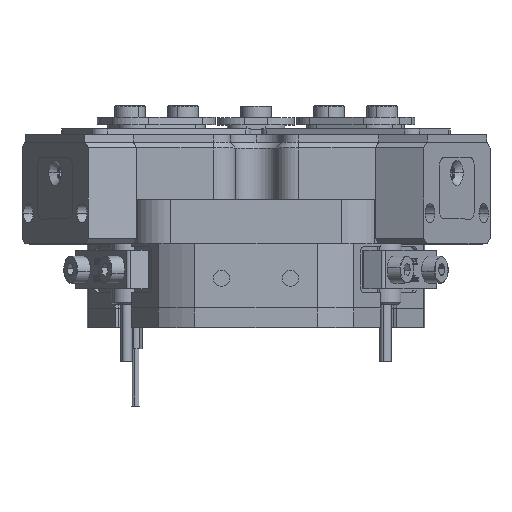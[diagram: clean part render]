
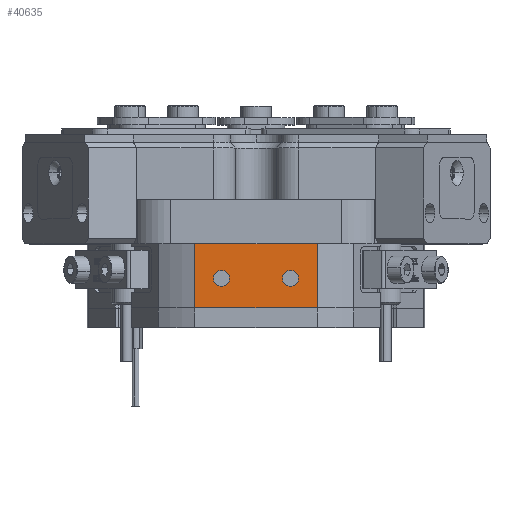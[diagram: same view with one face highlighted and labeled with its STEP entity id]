
A CAD part, top view. The second image highlights one B-rep face of the part: STEP entity #40635.
In plain terms, the highlighted planar face has unit normal (0, 0, 1).
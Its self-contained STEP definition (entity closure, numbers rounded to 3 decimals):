
#823 = CARTESIAN_POINT ( 'NONE',  ( 11.1, 7.7, 41. ) ) ;
#908 = EDGE_CURVE ( 'NONE', #42706, #34376, #36608, .T. ) ;
#1631 = CARTESIAN_POINT ( 'NONE',  ( -6.9, 7.7, 41. ) ) ;
#4073 = LINE ( 'NONE', #33631, #24299 ) ;
#5221 = VECTOR ( 'NONE', #7758, 1000. ) ;
#6071 = DIRECTION ( 'NONE',  ( 0., 1., 0. ) ) ;
#6347 = EDGE_LOOP ( 'NONE', ( #22712, #55667 ) ) ;
#7758 = DIRECTION ( 'NONE',  ( 0., -1., 0. ) ) ;
#8025 = DIRECTION ( 'NONE',  ( -1., 0., 0. ) ) ;
#8221 = CIRCLE ( 'NONE', #36502, 2.1 ) ;
#8252 = DIRECTION ( 'NONE',  ( 0., 0., 1. ) ) ;
#9517 = EDGE_CURVE ( 'NONE', #42706, #17720, #52358, .T. ) ;
#12254 = FACE_OUTER_BOUND ( 'NONE', #46967, .T. ) ;
#13598 = AXIS2_PLACEMENT_3D ( 'NONE', #48215, #43727, #53129 ) ;
#14857 = CIRCLE ( 'NONE', #52962, 2.1 ) ;
#16081 = EDGE_CURVE ( 'NONE', #51769, #34376, #42440, .T. ) ;
#17720 = VERTEX_POINT ( 'NONE', #44376 ) ;
#19895 = PLANE ( 'NONE',  #57336 ) ;
#20117 = CARTESIAN_POINT ( 'NONE',  ( -11.1, 7.7, 41. ) ) ;
#20456 = AXIS2_PLACEMENT_3D ( 'NONE', #32314, #21660, #47886 ) ;
#21250 = CIRCLE ( 'NONE', #20456, 2.1 ) ;
#21660 = DIRECTION ( 'NONE',  ( 0., 0., 1. ) ) ;
#22712 = ORIENTED_EDGE ( 'NONE', *, *, #36566, .F. ) ;
#24299 = VECTOR ( 'NONE', #8025, 1000. ) ;
#24742 = ORIENTED_EDGE ( 'NONE', *, *, #26000, .F. ) ;
#24862 = DIRECTION ( 'NONE',  ( 0., 0., 1. ) ) ;
#26000 = EDGE_CURVE ( 'NONE', #52117, #65150, #42668, .T. ) ;
#27306 = VECTOR ( 'NONE', #6071, 1000. ) ;
#27923 = CARTESIAN_POINT ( 'NONE',  ( -15.969, 16.7, 41. ) ) ;
#29297 = CARTESIAN_POINT ( 'NONE',  ( 9., 7.7, 41. ) ) ;
#30915 = FACE_BOUND ( 'NONE', #6347, .T. ) ;
#32000 = CARTESIAN_POINT ( 'NONE',  ( 15.969, 0., 41. ) ) ;
#32314 = CARTESIAN_POINT ( 'NONE',  ( -9., 7.7, 41. ) ) ;
#33631 = CARTESIAN_POINT ( 'NONE',  ( -71.014, 16.7, 41. ) ) ;
#34376 = VERTEX_POINT ( 'NONE', #48475 ) ;
#35541 = DIRECTION ( 'NONE',  ( 1., 0., 0. ) ) ;
#36502 = AXIS2_PLACEMENT_3D ( 'NONE', #29297, #8252, #40220 ) ;
#36566 = EDGE_CURVE ( 'NONE', #49851, #40619, #21250, .T. ) ;
#36608 = LINE ( 'NONE', #54649, #62366 ) ;
#38332 = EDGE_CURVE ( 'NONE', #17720, #51769, #4073, .T. ) ;
#39210 = EDGE_CURVE ( 'NONE', #40619, #49851, #14857, .T. ) ;
#40220 = DIRECTION ( 'NONE',  ( 1., 0., 0. ) ) ;
#40619 = VERTEX_POINT ( 'NONE', #20117 ) ;
#40635 = ADVANCED_FACE ( 'NONE', ( #30915, #43082, #12254 ), #19895, .T. ) ;
#40986 = CARTESIAN_POINT ( 'NONE',  ( -9., 7.7, 41. ) ) ;
#41505 = ORIENTED_EDGE ( 'NONE', *, *, #908, .F. ) ;
#42440 = LINE ( 'NONE', #27923, #5221 ) ;
#42534 = CARTESIAN_POINT ( 'NONE',  ( -15.969, 16.7, 41. ) ) ;
#42668 = CIRCLE ( 'NONE', #13598, 2.1 ) ;
#42706 = VERTEX_POINT ( 'NONE', #32000 ) ;
#43082 = FACE_BOUND ( 'NONE', #62698, .T. ) ;
#43727 = DIRECTION ( 'NONE',  ( 0., 0., 1. ) ) ;
#44376 = CARTESIAN_POINT ( 'NONE',  ( 15.969, 16.7, 41. ) ) ;
#46967 = EDGE_LOOP ( 'NONE', ( #59641, #41505, #47421, #59797 ) ) ;
#47421 = ORIENTED_EDGE ( 'NONE', *, *, #9517, .T. ) ;
#47886 = DIRECTION ( 'NONE',  ( 1., 0., 0. ) ) ;
#48215 = CARTESIAN_POINT ( 'NONE',  ( 9., 7.7, 41. ) ) ;
#48475 = CARTESIAN_POINT ( 'NONE',  ( -15.969, 0., 41. ) ) ;
#49851 = VERTEX_POINT ( 'NONE', #1631 ) ;
#51769 = VERTEX_POINT ( 'NONE', #42534 ) ;
#52117 = VERTEX_POINT ( 'NONE', #823 ) ;
#52358 = LINE ( 'NONE', #63855, #27306 ) ;
#52962 = AXIS2_PLACEMENT_3D ( 'NONE', #40986, #24862, #35541 ) ;
#53129 = DIRECTION ( 'NONE',  ( 1., 0., 0. ) ) ;
#54649 = CARTESIAN_POINT ( 'NONE',  ( -71.014, 0., 41. ) ) ;
#55667 = ORIENTED_EDGE ( 'NONE', *, *, #39210, .F. ) ;
#55801 = DIRECTION ( 'NONE',  ( 0., 0., 1. ) ) ;
#57219 = ORIENTED_EDGE ( 'NONE', *, *, #65706, .F. ) ;
#57336 = AXIS2_PLACEMENT_3D ( 'NONE', #60992, #55801, #66357 ) ;
#59641 = ORIENTED_EDGE ( 'NONE', *, *, #16081, .T. ) ;
#59797 = ORIENTED_EDGE ( 'NONE', *, *, #38332, .T. ) ;
#60992 = CARTESIAN_POINT ( 'NONE',  ( -71.014, 276.72, 41. ) ) ;
#62366 = VECTOR ( 'NONE', #65034, 1000. ) ;
#62698 = EDGE_LOOP ( 'NONE', ( #24742, #57219 ) ) ;
#63855 = CARTESIAN_POINT ( 'NONE',  ( 15.969, 16.7, 41. ) ) ;
#65015 = CARTESIAN_POINT ( 'NONE',  ( 6.9, 7.7, 41. ) ) ;
#65034 = DIRECTION ( 'NONE',  ( -1., 0., 0. ) ) ;
#65150 = VERTEX_POINT ( 'NONE', #65015 ) ;
#65706 = EDGE_CURVE ( 'NONE', #65150, #52117, #8221, .T. ) ;
#66357 = DIRECTION ( 'NONE',  ( 1., 0., 0. ) ) ;
